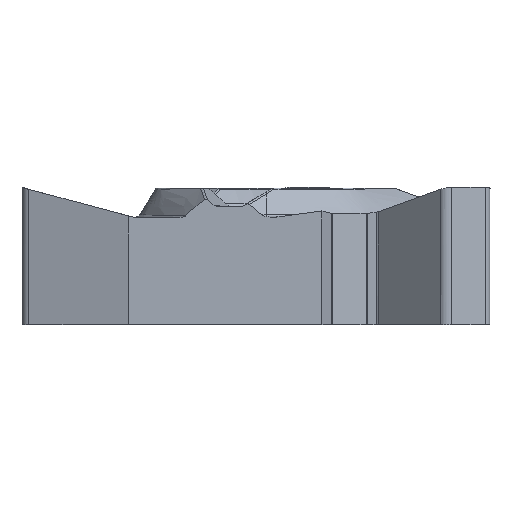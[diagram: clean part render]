
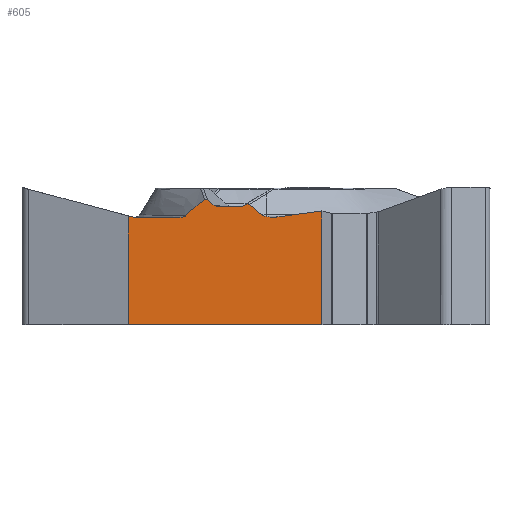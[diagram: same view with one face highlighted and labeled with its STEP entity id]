
A CAD part, left-side view. The second image highlights one B-rep face of the part: STEP entity #605.
In plain terms, the highlighted planar face has unit normal (-1, 0, 0).
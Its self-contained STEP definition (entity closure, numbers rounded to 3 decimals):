
#120=PLANE('',#2284);
#161=FACE_OUTER_BOUND('',#758,.T.);
#290=ELLIPSE('',#2278,1.,0.5);
#291=ELLIPSE('',#2279,0.41,0.205);
#292=ELLIPSE('',#2280,0.154,0.1);
#293=ELLIPSE('',#2281,0.309,0.3);
#294=ELLIPSE('',#2282,0.309,0.3);
#328=LINE('',#3473,#466);
#329=LINE('',#3476,#467);
#330=LINE('',#3478,#468);
#331=LINE('',#3480,#469);
#332=LINE('',#3484,#470);
#333=LINE('',#3493,#471);
#334=LINE('',#3497,#472);
#335=LINE('',#3501,#473);
#336=LINE('',#3505,#474);
#337=LINE('',#3540,#475);
#338=LINE('',#3544,#476);
#466=VECTOR('',#2508,1.);
#467=VECTOR('',#2509,1.);
#468=VECTOR('',#2510,1.);
#469=VECTOR('',#2511,1.);
#470=VECTOR('',#2514,1.);
#471=VECTOR('',#2517,1.);
#472=VECTOR('',#2520,1.);
#473=VECTOR('',#2523,1.);
#474=VECTOR('',#2526,1.);
#475=VECTOR('',#2527,1.);
#476=VECTOR('',#2530,1.);
#605=ADVANCED_FACE('',(#161),#120,.F.);
#758=EDGE_LOOP('',(#897,#898,#899,#900,#901,#902,#903,#904,#905,#906,#907,
#908,#909,#910,#911,#912,#913,#914,#915,#916,#917));
#897=ORIENTED_EDGE('',*,*,#1761,.T.);
#898=ORIENTED_EDGE('',*,*,#1762,.T.);
#899=ORIENTED_EDGE('',*,*,#1763,.T.);
#900=ORIENTED_EDGE('',*,*,#1764,.T.);
#901=ORIENTED_EDGE('',*,*,#1765,.T.);
#902=ORIENTED_EDGE('',*,*,#1766,.T.);
#903=ORIENTED_EDGE('',*,*,#1767,.T.);
#904=ORIENTED_EDGE('',*,*,#1768,.T.);
#905=ORIENTED_EDGE('',*,*,#1769,.F.);
#906=ORIENTED_EDGE('',*,*,#1770,.F.);
#907=ORIENTED_EDGE('',*,*,#1771,.T.);
#908=ORIENTED_EDGE('',*,*,#1772,.T.);
#909=ORIENTED_EDGE('',*,*,#1773,.T.);
#910=ORIENTED_EDGE('',*,*,#1774,.T.);
#911=ORIENTED_EDGE('',*,*,#1775,.T.);
#912=ORIENTED_EDGE('',*,*,#1776,.F.);
#913=ORIENTED_EDGE('',*,*,#1777,.T.);
#914=ORIENTED_EDGE('',*,*,#1778,.T.);
#915=ORIENTED_EDGE('',*,*,#1779,.T.);
#916=ORIENTED_EDGE('',*,*,#1780,.T.);
#917=ORIENTED_EDGE('',*,*,#1781,.T.);
#1559=VERTEX_POINT('',#3474);
#1560=VERTEX_POINT('',#3475);
#1561=VERTEX_POINT('',#3477);
#1562=VERTEX_POINT('',#3479);
#1563=VERTEX_POINT('',#3481);
#1564=VERTEX_POINT('',#3483);
#1565=VERTEX_POINT('',#3485);
#1566=VERTEX_POINT('',#3490);
#1567=VERTEX_POINT('',#3492);
#1568=VERTEX_POINT('',#3494);
#1569=VERTEX_POINT('',#3496);
#1570=VERTEX_POINT('',#3498);
#1571=VERTEX_POINT('',#3500);
#1572=VERTEX_POINT('',#3502);
#1573=VERTEX_POINT('',#3504);
#1574=VERTEX_POINT('',#3506);
#1575=VERTEX_POINT('',#3520);
#1576=VERTEX_POINT('',#3528);
#1577=VERTEX_POINT('',#3539);
#1578=VERTEX_POINT('',#3541);
#1579=VERTEX_POINT('',#3543);
#1761=EDGE_CURVE('',#1559,#1560,#328,.T.);
#1762=EDGE_CURVE('',#1560,#1561,#329,.T.);
#1763=EDGE_CURVE('',#1561,#1562,#330,.T.);
#1764=EDGE_CURVE('',#1562,#1563,#331,.T.);
#1765=EDGE_CURVE('',#1563,#1564,#290,.T.);
#1766=EDGE_CURVE('',#1564,#1565,#332,.T.);
#1767=EDGE_CURVE('',#1565,#1566,#2180,.T.);
#1768=EDGE_CURVE('',#1566,#1567,#291,.T.);
#1769=EDGE_CURVE('',#1568,#1567,#333,.T.);
#1770=EDGE_CURVE('',#1569,#1568,#292,.T.);
#1771=EDGE_CURVE('',#1569,#1570,#334,.T.);
#1772=EDGE_CURVE('',#1570,#1571,#293,.T.);
#1773=EDGE_CURVE('',#1571,#1572,#335,.T.);
#1774=EDGE_CURVE('',#1572,#1573,#294,.T.);
#1775=EDGE_CURVE('',#1573,#1574,#336,.T.);
#1776=EDGE_CURVE('',#1575,#1574,#2181,.T.);
#1777=EDGE_CURVE('',#1575,#1576,#2182,.T.);
#1778=EDGE_CURVE('',#1576,#1577,#2183,.T.);
#1779=EDGE_CURVE('',#1577,#1578,#337,.T.);
#1780=EDGE_CURVE('',#1578,#1579,#2092,.T.);
#1781=EDGE_CURVE('',#1579,#1559,#338,.T.);
#2092=CIRCLE('',#2283,0.5);
#2180=B_SPLINE_CURVE_WITH_KNOTS('',3,(#3486,#3487,#3488,#3489),
 .UNSPECIFIED.,.F.,.F.,(4,4),(0.,1.),.UNSPECIFIED.);
#2181=B_SPLINE_CURVE_WITH_KNOTS('',3,(#3507,#3508,#3509,#3510,#3511,#3512,
#3513,#3514,#3515,#3516,#3517,#3518,#3519),.UNSPECIFIED.,.F.,.F.,(4,3,3,
3,4),(0.,0.251,0.502,0.753,1.),
 .UNSPECIFIED.);
#2182=B_SPLINE_CURVE_WITH_KNOTS('',3,(#3521,#3522,#3523,#3524,#3525,#3526,
#3527),.UNSPECIFIED.,.F.,.F.,(4,3,4),(0.,0.416,1.),
 .UNSPECIFIED.);
#2183=B_SPLINE_CURVE_WITH_KNOTS('',3,(#3529,#3530,#3531,#3532,#3533,#3534,
#3535,#3536,#3537,#3538),.UNSPECIFIED.,.F.,.F.,(4,3,3,4),(0.,0.469,
0.885,1.),.UNSPECIFIED.);
#2278=AXIS2_PLACEMENT_3D('',#3482,#2512,#2513);
#2279=AXIS2_PLACEMENT_3D('',#3491,#2515,#2516);
#2280=AXIS2_PLACEMENT_3D('',#3495,#2518,#2519);
#2281=AXIS2_PLACEMENT_3D('',#3499,#2521,#2522);
#2282=AXIS2_PLACEMENT_3D('',#3503,#2524,#2525);
#2283=AXIS2_PLACEMENT_3D('',#3542,#2528,#2529);
#2284=AXIS2_PLACEMENT_3D('',#3545,#2531,#2532);
#2508=DIRECTION('',(0.,0.,-1.));
#2509=DIRECTION('',(0.,-1.,0.));
#2510=DIRECTION('',(0.,0.,1.));
#2511=DIRECTION('',(0.,0.991,-0.133));
#2512=DIRECTION('',(1.,0.,0.));
#2513=DIRECTION('',(0.,1.,0.));
#2514=DIRECTION('',(0.,1.,0.));
#2515=DIRECTION('',(1.,0.,0.));
#2516=DIRECTION('',(0.,-1.,0.));
#2517=DIRECTION('',(0.,-0.772,-0.636));
#2518=DIRECTION('',(1.,0.,0.));
#2519=DIRECTION('',(0.,-0.854,0.521));
#2520=DIRECTION('',(0.,0.775,-0.631));
#2521=DIRECTION('',(1.,0.,0.));
#2522=DIRECTION('',(0.,-1.,0.));
#2523=DIRECTION('',(0.,1.,0.));
#2524=DIRECTION('',(1.,0.,0.));
#2525=DIRECTION('',(0.,-1.,0.));
#2526=DIRECTION('',(0.,0.775,0.631));
#2527=DIRECTION('',(0.,1.,0.));
#2528=DIRECTION('',(1.,0.,0.));
#2529=DIRECTION('',(0.,0.,-1.));
#2530=DIRECTION('',(0.,0.966,0.259));
#2531=DIRECTION('',(1.,0.,0.));
#2532=DIRECTION('',(0.,0.,-1.));
#3473=CARTESIAN_POINT('',(-6.35,5.903,25.));
#3474=CARTESIAN_POINT('',(-6.35,5.903,-0.91));
#3475=CARTESIAN_POINT('',(-6.35,5.903,-5.56));
#3476=CARTESIAN_POINT('',(-6.35,8.6,-5.56));
#3477=CARTESIAN_POINT('',(-6.35,-2.381,-5.56));
#3478=CARTESIAN_POINT('',(-6.35,-2.381,25.));
#3479=CARTESIAN_POINT('',(-6.35,-2.381,-0.699));
#3480=CARTESIAN_POINT('',(-6.35,-3.424,-0.56));
#3481=CARTESIAN_POINT('',(-6.35,-0.551,-0.945));
#3482=CARTESIAN_POINT('',(-6.35,-0.292,-0.462));
#3483=CARTESIAN_POINT('',(-6.35,-0.292,-0.962));
#3484=CARTESIAN_POINT('',(-6.35,0.,-0.962));
#3485=CARTESIAN_POINT('',(-6.35,-0.158,-0.962));
#3486=CARTESIAN_POINT('',(-6.35,-0.158,-0.962));
#3487=CARTESIAN_POINT('',(-6.35,-0.105,-0.962));
#3488=CARTESIAN_POINT('',(-6.35,-0.052,-0.957));
#3489=CARTESIAN_POINT('',(-6.35,0.,-0.946));
#3490=CARTESIAN_POINT('',(-6.35,0.,-0.946));
#3491=CARTESIAN_POINT('',(-6.35,-0.158,-0.757));
#3492=CARTESIAN_POINT('',(-6.35,0.192,-0.863));
#3493=CARTESIAN_POINT('',(-6.35,17.892,13.73));
#3494=CARTESIAN_POINT('',(-6.35,0.734,-0.416));
#3495=CARTESIAN_POINT('',(-6.35,0.851,-0.513));
#3496=CARTESIAN_POINT('',(-6.35,0.929,-0.446));
#3497=CARTESIAN_POINT('',(-6.35,-6.917,5.942));
#3498=CARTESIAN_POINT('',(-6.35,0.934,-0.45));
#3499=CARTESIAN_POINT('',(-6.35,1.132,-0.22));
#3500=CARTESIAN_POINT('',(-6.35,1.132,-0.52));
#3501=CARTESIAN_POINT('',(-6.35,8.6,-0.52));
#3502=CARTESIAN_POINT('',(-6.35,2.034,-0.52));
#3503=CARTESIAN_POINT('',(-6.35,2.034,-0.22));
#3504=CARTESIAN_POINT('',(-6.35,2.233,-0.45));
#3505=CARTESIAN_POINT('',(-6.35,18.522,12.813));
#3506=CARTESIAN_POINT('',(-6.35,2.519,-0.217));
#3507=CARTESIAN_POINT('',(-6.35,2.639,-0.212));
#3508=CARTESIAN_POINT('',(-6.35,2.631,-0.206));
#3509=CARTESIAN_POINT('',(-6.35,2.621,-0.201));
#3510=CARTESIAN_POINT('',(-6.35,2.61,-0.198));
#3511=CARTESIAN_POINT('',(-6.35,2.6,-0.195));
#3512=CARTESIAN_POINT('',(-6.35,2.589,-0.193));
#3513=CARTESIAN_POINT('',(-6.35,2.578,-0.194));
#3514=CARTESIAN_POINT('',(-6.35,2.568,-0.194));
#3515=CARTESIAN_POINT('',(-6.35,2.557,-0.197));
#3516=CARTESIAN_POINT('',(-6.35,2.547,-0.2));
#3517=CARTESIAN_POINT('',(-6.35,2.537,-0.204));
#3518=CARTESIAN_POINT('',(-6.35,2.528,-0.21));
#3519=CARTESIAN_POINT('',(-6.35,2.519,-0.217));
#3520=CARTESIAN_POINT('',(-6.35,2.639,-0.212));
#3521=CARTESIAN_POINT('',(-6.35,2.639,-0.212));
#3522=CARTESIAN_POINT('',(-6.35,2.758,-0.298));
#3523=CARTESIAN_POINT('',(-6.35,2.874,-0.388));
#3524=CARTESIAN_POINT('',(-6.35,2.986,-0.481));
#3525=CARTESIAN_POINT('',(-6.35,3.145,-0.613));
#3526=CARTESIAN_POINT('',(-6.35,3.297,-0.752));
#3527=CARTESIAN_POINT('',(-6.35,3.443,-0.897));
#3528=CARTESIAN_POINT('',(-6.35,3.443,-0.897));
#3529=CARTESIAN_POINT('',(-6.35,3.443,-0.897));
#3530=CARTESIAN_POINT('',(-6.35,3.463,-0.916));
#3531=CARTESIAN_POINT('',(-6.35,3.487,-0.932));
#3532=CARTESIAN_POINT('',(-6.35,3.513,-0.943));
#3533=CARTESIAN_POINT('',(-6.35,3.535,-0.953));
#3534=CARTESIAN_POINT('',(-6.35,3.56,-0.959));
#3535=CARTESIAN_POINT('',(-6.35,3.585,-0.961));
#3536=CARTESIAN_POINT('',(-6.35,3.592,-0.961));
#3537=CARTESIAN_POINT('',(-6.35,3.598,-0.962));
#3538=CARTESIAN_POINT('',(-6.35,3.605,-0.962));
#3539=CARTESIAN_POINT('',(-6.35,3.605,-0.962));
#3540=CARTESIAN_POINT('',(-6.35,8.6,-0.962));
#3541=CARTESIAN_POINT('',(-6.35,5.645,-0.962));
#3542=CARTESIAN_POINT('',(-6.35,5.645,-0.462));
#3543=CARTESIAN_POINT('',(-6.35,5.775,-0.945));
#3544=CARTESIAN_POINT('',(-6.35,14.897,1.5));
#3545=CARTESIAN_POINT('',(-6.35,8.6,25.));
